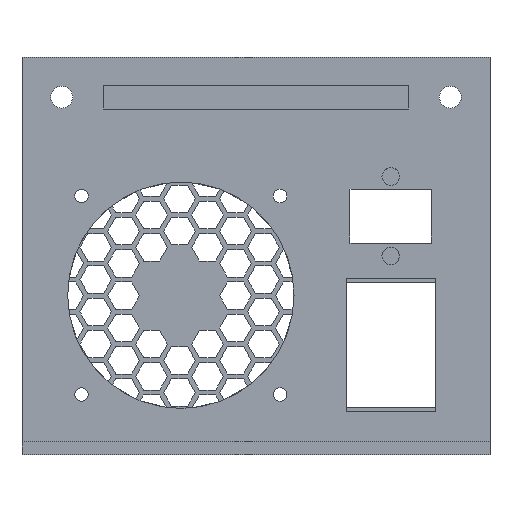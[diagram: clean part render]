
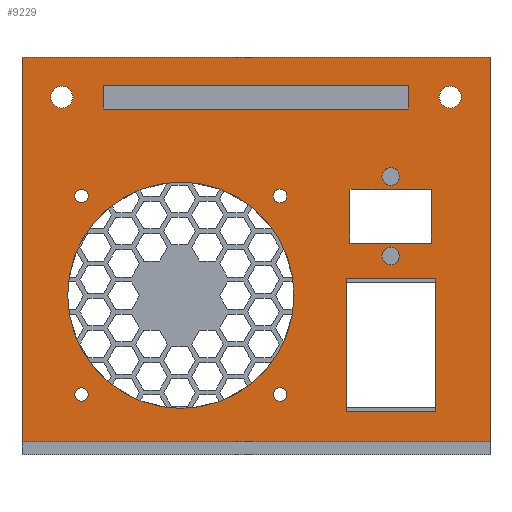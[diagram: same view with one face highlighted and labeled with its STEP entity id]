
A CAD part, top view. The second image highlights one B-rep face of the part: STEP entity #9229.
In plain terms, the highlighted planar face has unit normal (0, 0, 1).
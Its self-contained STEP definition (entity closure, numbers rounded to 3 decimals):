
#2432 = VERTEX_POINT('',#2433);
#2433 = CARTESIAN_POINT('',(-58.917,0.,4.75));
#2439 = EDGE_CURVE('',#2432,#2440,#2442,.T.);
#2440 = VERTEX_POINT('',#2441);
#2441 = CARTESIAN_POINT('',(-58.917,-96.75,4.75));
#2442 = LINE('',#2443,#2444);
#2443 = CARTESIAN_POINT('',(-58.917,0.,4.75));
#2444 = VECTOR('',#2445,1.);
#2445 = DIRECTION('',(0.,-1.,0.));
#2536 = VERTEX_POINT('',#2537);
#2537 = CARTESIAN_POINT('',(58.917,0.,4.75));
#2543 = EDGE_CURVE('',#2536,#2544,#2546,.T.);
#2544 = VERTEX_POINT('',#2545);
#2545 = CARTESIAN_POINT('',(58.917,-96.75,4.75));
#2546 = LINE('',#2547,#2548);
#2547 = CARTESIAN_POINT('',(58.917,0.,4.75));
#2548 = VECTOR('',#2549,1.);
#2549 = DIRECTION('',(0.,-1.,0.));
#2583 = VERTEX_POINT('',#2584);
#2584 = CARTESIAN_POINT('',(-48.917,-12.75,4.75));
#2592 = EDGE_CURVE('',#2583,#2583,#2593,.T.);
#2593 = CIRCLE('',#2594,2.75);
#2594 = AXIS2_PLACEMENT_3D('',#2595,#2596,#2597);
#2595 = CARTESIAN_POINT('',(-48.917,-10.,4.75));
#2596 = DIRECTION('',(0.,0.,-1.));
#2597 = DIRECTION('',(0.,-1.,0.));
#2608 = VERTEX_POINT('',#2609);
#2609 = CARTESIAN_POINT('',(-42.217,-34.875,4.75));
#2617 = EDGE_CURVE('',#2608,#2608,#2618,.T.);
#2618 = CIRCLE('',#2619,1.7);
#2619 = AXIS2_PLACEMENT_3D('',#2620,#2621,#2622);
#2620 = CARTESIAN_POINT('',(-43.917,-34.875,4.75));
#2621 = DIRECTION('',(0.,0.,-1.));
#2622 = DIRECTION('',(1.,0.,0.));
#2665 = VERTEX_POINT('',#2666);
#2666 = CARTESIAN_POINT('',(-47.417,-59.875,4.75));
#2672 = EDGE_CURVE('',#2665,#2665,#2673,.T.);
#2673 = CIRCLE('',#2674,28.5);
#2674 = AXIS2_PLACEMENT_3D('',#2675,#2676,#2677);
#2675 = CARTESIAN_POINT('',(-18.917,-59.875,4.75));
#2676 = DIRECTION('',(0.,0.,1.));
#2677 = DIRECTION('',(-1.,0.,0.));
#5643 = VERTEX_POINT('',#5644);
#5644 = CARTESIAN_POINT('',(-42.217,-84.875,4.75));
#5652 = EDGE_CURVE('',#5643,#5643,#5653,.T.);
#5653 = CIRCLE('',#5654,1.7);
#5654 = AXIS2_PLACEMENT_3D('',#5655,#5656,#5657);
#5655 = CARTESIAN_POINT('',(-43.917,-84.875,4.75));
#5656 = DIRECTION('',(0.,0.,-1.));
#5657 = DIRECTION('',(1.,0.,0.));
#7848 = VERTEX_POINT('',#7849);
#7849 = CARTESIAN_POINT('',(7.783,-34.875,4.75));
#7857 = EDGE_CURVE('',#7848,#7848,#7858,.T.);
#7858 = CIRCLE('',#7859,1.7);
#7859 = AXIS2_PLACEMENT_3D('',#7860,#7861,#7862);
#7860 = CARTESIAN_POINT('',(6.083,-34.875,4.75));
#7861 = DIRECTION('',(0.,0.,-1.));
#7862 = DIRECTION('',(1.,0.,0.));
#7962 = VERTEX_POINT('',#7963);
#7963 = CARTESIAN_POINT('',(48.917,-12.75,4.75));
#7971 = EDGE_CURVE('',#7962,#7962,#7972,.T.);
#7972 = CIRCLE('',#7973,2.75);
#7973 = AXIS2_PLACEMENT_3D('',#7974,#7975,#7976);
#7974 = CARTESIAN_POINT('',(48.917,-10.,4.75));
#7975 = DIRECTION('',(0.,0.,1.));
#7976 = DIRECTION('',(0.,-1.,0.));
#7988 = VERTEX_POINT('',#7989);
#7989 = CARTESIAN_POINT('',(44.167,-46.75,4.75));
#7995 = EDGE_CURVE('',#7988,#7996,#7998,.T.);
#7996 = VERTEX_POINT('',#7997);
#7997 = CARTESIAN_POINT('',(23.667,-46.75,4.75));
#7998 = LINE('',#7999,#8000);
#7999 = CARTESIAN_POINT('',(22.083,-46.75,4.75));
#8000 = VECTOR('',#8001,1.);
#8001 = DIRECTION('',(-1.,0.,0.));
#8019 = VERTEX_POINT('',#8020);
#8020 = CARTESIAN_POINT('',(44.167,-33.25,4.75));
#8026 = EDGE_CURVE('',#8019,#7988,#8027,.T.);
#8027 = LINE('',#8028,#8029);
#8028 = CARTESIAN_POINT('',(44.167,-40.813,4.75));
#8029 = VECTOR('',#8030,1.);
#8030 = DIRECTION('',(0.,-1.,0.));
#8043 = VERTEX_POINT('',#8044);
#8044 = CARTESIAN_POINT('',(23.667,-33.25,4.75));
#8050 = EDGE_CURVE('',#8043,#8019,#8051,.T.);
#8051 = LINE('',#8052,#8053);
#8052 = CARTESIAN_POINT('',(11.833,-33.25,4.75));
#8053 = VECTOR('',#8054,1.);
#8054 = DIRECTION('',(1.,0.,0.));
#8067 = EDGE_CURVE('',#7996,#8043,#8068,.T.);
#8068 = LINE('',#8069,#8070);
#8069 = CARTESIAN_POINT('',(23.667,-47.563,4.75));
#8070 = VECTOR('',#8071,1.);
#8071 = DIRECTION('',(0.,1.,0.));
#9015 = VERTEX_POINT('',#9016);
#9016 = CARTESIAN_POINT('',(7.783,-84.875,4.75));
#9024 = EDGE_CURVE('',#9015,#9015,#9025,.T.);
#9025 = CIRCLE('',#9026,1.7);
#9026 = AXIS2_PLACEMENT_3D('',#9027,#9028,#9029);
#9027 = CARTESIAN_POINT('',(6.083,-84.875,4.75));
#9028 = DIRECTION('',(0.,0.,-1.));
#9029 = DIRECTION('',(1.,0.,0.));
#9081 = VERTEX_POINT('',#9082);
#9082 = CARTESIAN_POINT('',(45.167,-89.25,4.75));
#9088 = EDGE_CURVE('',#9089,#9081,#9091,.T.);
#9089 = VERTEX_POINT('',#9090);
#9090 = CARTESIAN_POINT('',(45.167,-55.75,4.75));
#9091 = LINE('',#9092,#9093);
#9092 = CARTESIAN_POINT('',(45.167,-88.25,4.75));
#9093 = VECTOR('',#9094,1.);
#9094 = DIRECTION('',(0.,-1.,0.));
#9144 = VERTEX_POINT('',#9145);
#9145 = CARTESIAN_POINT('',(22.667,-55.75,4.75));
#9151 = EDGE_CURVE('',#9152,#9144,#9154,.T.);
#9152 = VERTEX_POINT('',#9153);
#9153 = CARTESIAN_POINT('',(22.667,-89.25,4.75));
#9154 = LINE('',#9155,#9156);
#9155 = CARTESIAN_POINT('',(22.667,-56.75,4.75));
#9156 = VECTOR('',#9157,1.);
#9157 = DIRECTION('',(0.,1.,0.));
#9200 = EDGE_CURVE('',#2432,#2536,#9201,.T.);
#9201 = LINE('',#9202,#9203);
#9202 = CARTESIAN_POINT('',(0.,0.,4.75));
#9203 = VECTOR('',#9204,1.);
#9204 = DIRECTION('',(1.,0.,0.));
#9229 = ADVANCED_FACE('',(#9230,#9241,#9244,#9247,#9250,#9253,#9256,
    #9272,#9283,#9286,#9320,#9326,#9337),#9340,.T.);
#9230 = FACE_BOUND('',#9231,.F.);
#9231 = EDGE_LOOP('',(#9232,#9233,#9234,#9240));
#9232 = ORIENTED_EDGE('',*,*,#9200,.T.);
#9233 = ORIENTED_EDGE('',*,*,#2543,.T.);
#9234 = ORIENTED_EDGE('',*,*,#9235,.F.);
#9235 = EDGE_CURVE('',#2440,#2544,#9236,.T.);
#9236 = LINE('',#9237,#9238);
#9237 = CARTESIAN_POINT('',(0.,-96.75,4.75));
#9238 = VECTOR('',#9239,1.);
#9239 = DIRECTION('',(1.,0.,0.));
#9240 = ORIENTED_EDGE('',*,*,#2439,.F.);
#9241 = FACE_BOUND('',#9242,.F.);
#9242 = EDGE_LOOP('',(#9243));
#9243 = ORIENTED_EDGE('',*,*,#5652,.F.);
#9244 = FACE_BOUND('',#9245,.F.);
#9245 = EDGE_LOOP('',(#9246));
#9246 = ORIENTED_EDGE('',*,*,#2672,.T.);
#9247 = FACE_BOUND('',#9248,.F.);
#9248 = EDGE_LOOP('',(#9249));
#9249 = ORIENTED_EDGE('',*,*,#2617,.F.);
#9250 = FACE_BOUND('',#9251,.F.);
#9251 = EDGE_LOOP('',(#9252));
#9252 = ORIENTED_EDGE('',*,*,#2592,.F.);
#9253 = FACE_BOUND('',#9254,.F.);
#9254 = EDGE_LOOP('',(#9255));
#9255 = ORIENTED_EDGE('',*,*,#9024,.F.);
#9256 = FACE_BOUND('',#9257,.F.);
#9257 = EDGE_LOOP('',(#9258,#9264,#9265,#9271));
#9258 = ORIENTED_EDGE('',*,*,#9259,.T.);
#9259 = EDGE_CURVE('',#9152,#9081,#9260,.T.);
#9260 = LINE('',#9261,#9262);
#9261 = CARTESIAN_POINT('',(22.667,-89.25,4.75));
#9262 = VECTOR('',#9263,1.);
#9263 = DIRECTION('',(1.,0.,0.));
#9264 = ORIENTED_EDGE('',*,*,#9088,.F.);
#9265 = ORIENTED_EDGE('',*,*,#9266,.F.);
#9266 = EDGE_CURVE('',#9144,#9089,#9267,.T.);
#9267 = LINE('',#9268,#9269);
#9268 = CARTESIAN_POINT('',(22.667,-55.75,4.75));
#9269 = VECTOR('',#9270,1.);
#9270 = DIRECTION('',(1.,0.,0.));
#9271 = ORIENTED_EDGE('',*,*,#9151,.F.);
#9272 = FACE_BOUND('',#9273,.F.);
#9273 = EDGE_LOOP('',(#9274));
#9274 = ORIENTED_EDGE('',*,*,#9275,.T.);
#9275 = EDGE_CURVE('',#9276,#9276,#9278,.T.);
#9276 = VERTEX_POINT('',#9277);
#9277 = CARTESIAN_POINT('',(36.117,-50.,4.75));
#9278 = CIRCLE('',#9279,2.2);
#9279 = AXIS2_PLACEMENT_3D('',#9280,#9281,#9282);
#9280 = CARTESIAN_POINT('',(33.917,-50.,4.75));
#9281 = DIRECTION('',(-0.,0.,1.));
#9282 = DIRECTION('',(1.,0.,0.));
#9283 = FACE_BOUND('',#9284,.F.);
#9284 = EDGE_LOOP('',(#9285));
#9285 = ORIENTED_EDGE('',*,*,#7857,.F.);
#9286 = FACE_BOUND('',#9287,.F.);
#9287 = EDGE_LOOP('',(#9288,#9298,#9306,#9314));
#9288 = ORIENTED_EDGE('',*,*,#9289,.T.);
#9289 = EDGE_CURVE('',#9290,#9292,#9294,.T.);
#9290 = VERTEX_POINT('',#9291);
#9291 = CARTESIAN_POINT('',(-38.417,-7.,4.75));
#9292 = VERTEX_POINT('',#9293);
#9293 = CARTESIAN_POINT('',(-38.417,-13.,4.75));
#9294 = LINE('',#9295,#9296);
#9295 = CARTESIAN_POINT('',(-38.417,-3.5,4.75));
#9296 = VECTOR('',#9297,1.);
#9297 = DIRECTION('',(0.,-1.,0.));
#9298 = ORIENTED_EDGE('',*,*,#9299,.F.);
#9299 = EDGE_CURVE('',#9300,#9292,#9302,.T.);
#9300 = VERTEX_POINT('',#9301);
#9301 = CARTESIAN_POINT('',(38.417,-13.,4.75));
#9302 = LINE('',#9303,#9304);
#9303 = CARTESIAN_POINT('',(0.,-13.,4.75));
#9304 = VECTOR('',#9305,1.);
#9305 = DIRECTION('',(-1.,0.,0.));
#9306 = ORIENTED_EDGE('',*,*,#9307,.F.);
#9307 = EDGE_CURVE('',#9308,#9300,#9310,.T.);
#9308 = VERTEX_POINT('',#9309);
#9309 = CARTESIAN_POINT('',(38.417,-7.,4.75));
#9310 = LINE('',#9311,#9312);
#9311 = CARTESIAN_POINT('',(38.417,-3.5,4.75));
#9312 = VECTOR('',#9313,1.);
#9313 = DIRECTION('',(0.,-1.,0.));
#9314 = ORIENTED_EDGE('',*,*,#9315,.F.);
#9315 = EDGE_CURVE('',#9290,#9308,#9316,.T.);
#9316 = LINE('',#9317,#9318);
#9317 = CARTESIAN_POINT('',(0.,-7.,4.75));
#9318 = VECTOR('',#9319,1.);
#9319 = DIRECTION('',(1.,0.,0.));
#9320 = FACE_BOUND('',#9321,.F.);
#9321 = EDGE_LOOP('',(#9322,#9323,#9324,#9325));
#9322 = ORIENTED_EDGE('',*,*,#8067,.F.);
#9323 = ORIENTED_EDGE('',*,*,#7995,.F.);
#9324 = ORIENTED_EDGE('',*,*,#8026,.F.);
#9325 = ORIENTED_EDGE('',*,*,#8050,.F.);
#9326 = FACE_BOUND('',#9327,.F.);
#9327 = EDGE_LOOP('',(#9328));
#9328 = ORIENTED_EDGE('',*,*,#9329,.T.);
#9329 = EDGE_CURVE('',#9330,#9330,#9332,.T.);
#9330 = VERTEX_POINT('',#9331);
#9331 = CARTESIAN_POINT('',(36.117,-30.,4.75));
#9332 = CIRCLE('',#9333,2.2);
#9333 = AXIS2_PLACEMENT_3D('',#9334,#9335,#9336);
#9334 = CARTESIAN_POINT('',(33.917,-30.,4.75));
#9335 = DIRECTION('',(-0.,0.,1.));
#9336 = DIRECTION('',(1.,0.,0.));
#9337 = FACE_BOUND('',#9338,.F.);
#9338 = EDGE_LOOP('',(#9339));
#9339 = ORIENTED_EDGE('',*,*,#7971,.T.);
#9340 = PLANE('',#9341);
#9341 = AXIS2_PLACEMENT_3D('',#9342,#9343,#9344);
#9342 = CARTESIAN_POINT('',(0.,-48.375,4.75));
#9343 = DIRECTION('',(0.,0.,1.));
#9344 = DIRECTION('',(0.,-1.,0.));
